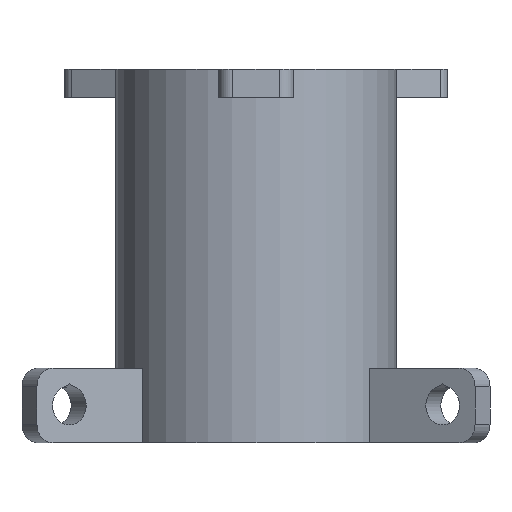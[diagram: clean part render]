
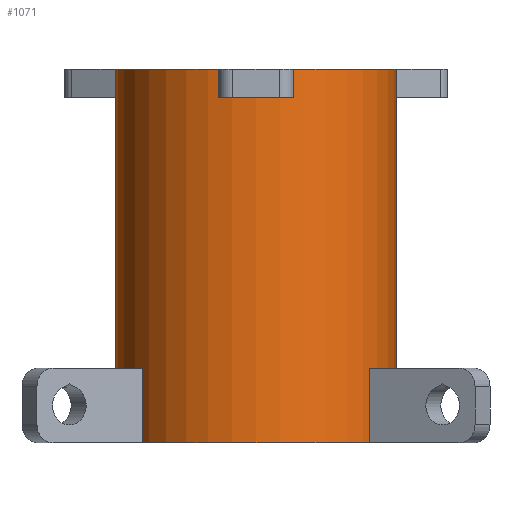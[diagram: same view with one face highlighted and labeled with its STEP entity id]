
A CAD part, front view. The second image highlights one B-rep face of the part: STEP entity #1071.
In plain terms, the highlighted cylindrical face has radius 15 mm (diameter 30 mm), a full revolution.
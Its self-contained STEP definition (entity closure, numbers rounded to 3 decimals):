
#84=FACE_OUTER_BOUND('',#151,.T.);
#151=EDGE_LOOP('',(#745,#746,#747,#748));
#230=LINE('',#1633,#329);
#329=VECTOR('',#1296,15.);
#430=CIRCLE('',#1162,15.);
#431=CIRCLE('',#1163,15.);
#484=VERTEX_POINT('',#1630);
#485=VERTEX_POINT('',#1632);
#588=EDGE_CURVE('',#484,#484,#430,.T.);
#589=EDGE_CURVE('',#484,#485,#230,.T.);
#590=EDGE_CURVE('',#485,#485,#431,.T.);
#745=ORIENTED_EDGE('',*,*,#588,.F.);
#746=ORIENTED_EDGE('',*,*,#589,.T.);
#747=ORIENTED_EDGE('',*,*,#590,.T.);
#748=ORIENTED_EDGE('',*,*,#589,.F.);
#1043=CYLINDRICAL_SURFACE('',#1161,15.);
#1071=ADVANCED_FACE('',(#84),#1043,.T.);
#1161=AXIS2_PLACEMENT_3D('',#1629,#1292,#1293);
#1162=AXIS2_PLACEMENT_3D('',#1631,#1294,#1295);
#1163=AXIS2_PLACEMENT_3D('',#1634,#1297,#1298);
#1292=DIRECTION('center_axis',(0.,0.,1.));
#1293=DIRECTION('ref_axis',(1.,0.,0.));
#1294=DIRECTION('center_axis',(0.,0.,1.));
#1295=DIRECTION('ref_axis',(1.,0.,0.));
#1296=DIRECTION('',(0.,0.,-1.));
#1297=DIRECTION('center_axis',(0.,0.,1.));
#1298=DIRECTION('ref_axis',(1.,0.,0.));
#1629=CARTESIAN_POINT('Origin',(0.,0.,0.));
#1630=CARTESIAN_POINT('',(-15.,0.,40.));
#1631=CARTESIAN_POINT('Origin',(0.,0.,40.));
#1632=CARTESIAN_POINT('',(-15.,0.,0.));
#1633=CARTESIAN_POINT('',(-15.,0.,0.));
#1634=CARTESIAN_POINT('Origin',(0.,0.,0.));
